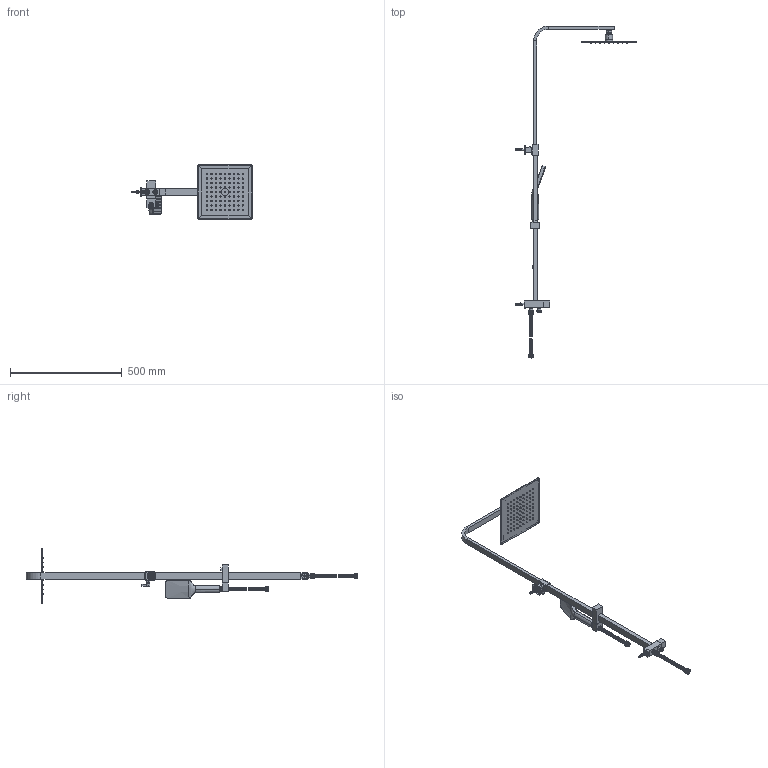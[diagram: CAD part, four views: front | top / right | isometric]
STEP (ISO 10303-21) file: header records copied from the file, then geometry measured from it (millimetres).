
FILE_DESCRIPTION (( 'STEP AP214' ), '1' );
FILE_NAME ('34.STEP', '2021-08-01T13:00:58', ( '' ), ( '' ), 'SwSTEP 2.0', 'SolidWorks 2018', '' );
FILE_SCHEMA (( 'AUTOMOTIVE_DESIGN' ));
Length unit declared in the file: millimetre
Products named in the file (26): 嘐隅盓殤杶; 出水管-O圈; 輛阨奪-嘐隅遠; 源奪; 賑杶; 壩梠郋; 翋wef极1; 堤阨奪-輛阨郋; 堤阨奪-菜え; 堤阨奪-魂賦芛; 250源階驗; 黑芛052412132; 出水管-花洒端进水接头; 邧諶奪杶璃; 出水管-花洒端出水接头; 22222; 34; Х釱-11512; 煦阨ん极00015; 堤阨奪-奪极; 輛阨奪杶璃; 赻馴蹟佪-3; 方花洒-0001; M5; PVC囀奪; 煦阨ん杶璃
Assembly tree (49 placements, depth 3):
  34
    源奪
    煦阨ん杶璃
      煦阨ん极00015
      黑芛052412132
      壩梠郋
      赻馴蹟佪-3
      M5  x2
    賑杶
    嘐隅盓殤杶
      翋wef极1
      Х釱-11512
      壩梠郋
      赻馴蹟佪-3
      M5  x4
    方花洒-0001
    250源階驗
    邧諶奪杶璃
      堤阨奪-奪极
      出水管-花洒端出水接头
      出水管-花洒端进水接头
      堤阨奪-魂賦芛  x2
      堤阨奪-輛阨郋  x2
      輛阨奪-嘐隅遠  x2
      出水管-O圈
      堤阨奪-菜え  x2
      PVC囀奪
    輛阨奪杶璃
      堤阨奪-奪极
      出水管-花洒端进水接头  x2
      堤阨奪-魂賦芛  x2
      堤阨奪-輛阨郋  x2
      輛阨奪-嘐隅遠  x2
      堤阨奪-菜え  x2
      PVC囀奪
    22222
    M5
Bounding box: 545 x 1484.93 x 250 mm (x, y, z)
Volume: 1502839.4 mm3; surface area: 482567.3 mm2
Topology: 49 solids, 49 shells, 2705 faces, 6617 edges, 4368 vertices
Faces by surface type: plane 1108, cylinder 953, cone 359, torus 202, bspline 79, sphere 4
Entity records: 77073 total; most frequent: CARTESIAN_POINT 35036, DIRECTION 8722, ORIENTED_EDGE 8282, EDGE_CURVE 4141, AXIS2_PLACEMENT_3D 3456, VERTEX_POINT 2737, EDGE_LOOP 2136, VECTOR 1810
